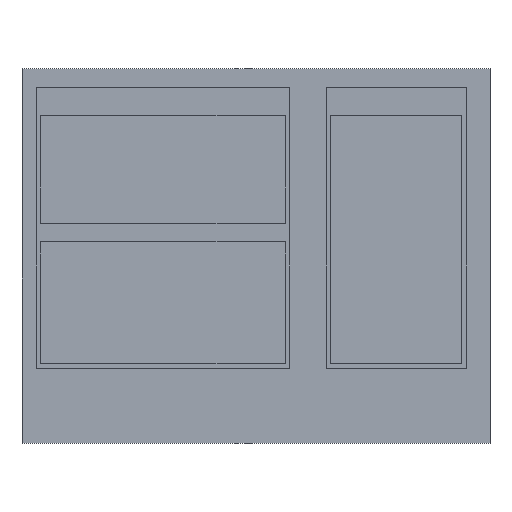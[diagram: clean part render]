
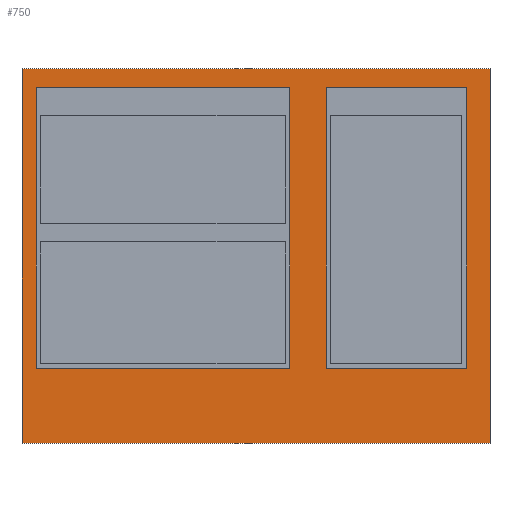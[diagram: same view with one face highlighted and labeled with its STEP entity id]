
A CAD part, top view. The second image highlights one B-rep face of the part: STEP entity #750.
In plain terms, the highlighted planar face has unit normal (0, 0, 1).
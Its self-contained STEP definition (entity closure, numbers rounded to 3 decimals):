
#507=CARTESIAN_POINT('POINT33',(32.5,8.,3.));
#508=VERTEX_POINT('VERTEX33',#507);
#516=CARTESIAN_POINT('POINT34',(32.5,38.,3.));
#517=VERTEX_POINT('VERTEX34',#516);
#524=CARTESIAN_POINT('POS64',(32.5,38.,3.));
#525=DIRECTION('DIR81',(0.,-1.,0.));
#526=VECTOR('VEC47',#525,1.);
#527=LINE('STRAIGHT47',#524,#526);
#528=EDGE_CURVE('EDGE47',#517,#508,#527,.T.);
#538=CARTESIAN_POINT('POINT35',(47.5,8.,3.));
#539=VERTEX_POINT('VERTEX35',#538);
#548=CARTESIAN_POINT('POS67',(32.5,8.,3.));
#549=DIRECTION('DIR85',(1.,0.,0.));
#550=VECTOR('VEC49',#549,1.);
#551=LINE('STRAIGHT49',#548,#550);
#552=EDGE_CURVE('EDGE49',#508,#539,#551,.T.);
#562=CARTESIAN_POINT('POINT36',(47.5,38.,3.));
#563=VERTEX_POINT('VERTEX36',#562);
#572=CARTESIAN_POINT('POS70',(47.5,8.,3.));
#573=DIRECTION('DIR89',(0.,1.,0.));
#574=VECTOR('VEC51',#573,1.);
#575=LINE('STRAIGHT51',#572,#574);
#576=EDGE_CURVE('EDGE51',#539,#563,#575,.T.);
#589=CARTESIAN_POINT('POS72',(47.5,38.,3.));
#590=DIRECTION('DIR92',(-1.,0.,0.));
#591=VECTOR('VEC52',#590,1.);
#592=LINE('STRAIGHT52',#589,#591);
#593=EDGE_CURVE('EDGE52',#563,#517,#592,.T.);
#603=CARTESIAN_POINT('POINT37',(1.5,8.,3.));
#604=VERTEX_POINT('VERTEX37',#603);
#612=CARTESIAN_POINT('POINT38',(1.5,38.,3.));
#613=VERTEX_POINT('VERTEX38',#612);
#620=CARTESIAN_POINT('POS76',(1.5,38.,3.));
#621=DIRECTION('DIR97',(0.,-1.,0.));
#622=VECTOR('VEC55',#621,1.);
#623=LINE('STRAIGHT55',#620,#622);
#624=EDGE_CURVE('EDGE55',#613,#604,#623,.T.);
#634=CARTESIAN_POINT('POINT39',(28.61,8.,3.));
#635=VERTEX_POINT('VERTEX39',#634);
#644=CARTESIAN_POINT('POS79',(1.5,8.,3.));
#645=DIRECTION('DIR101',(1.,0.,0.));
#646=VECTOR('VEC57',#645,1.);
#647=LINE('STRAIGHT57',#644,#646);
#648=EDGE_CURVE('EDGE57',#604,#635,#647,.T.);
#658=CARTESIAN_POINT('POINT40',(28.61,38.,3.));
#659=VERTEX_POINT('VERTEX40',#658);
#668=CARTESIAN_POINT('POS82',(28.61,8.,3.));
#669=DIRECTION('DIR105',(0.,1.,0.));
#670=VECTOR('VEC59',#669,1.);
#671=LINE('STRAIGHT59',#668,#670);
#672=EDGE_CURVE('EDGE59',#635,#659,#671,.T.);
#685=CARTESIAN_POINT('POS84',(28.61,38.,3.));
#686=DIRECTION('DIR108',(-1.,0.,0.));
#687=VECTOR('VEC60',#686,1.);
#688=LINE('STRAIGHT60',#685,#687);
#689=EDGE_CURVE('EDGE60',#659,#613,#688,.T.);
#699=CARTESIAN_POINT('POINT41',(0.,0.,3.));
#700=VERTEX_POINT('VERTEX41',#699);
#701=CARTESIAN_POINT('POINT42',(50.,0.,3.));
#702=VERTEX_POINT('VERTEX42',#701);
#703=CARTESIAN_POINT('POS86',(0.,0.,3.));
#704=DIRECTION('DIR111',(1.,0.,0.));
#705=VECTOR('VEC61',#704,1.);
#706=LINE('STRAIGHT61',#703,#705);
#707=EDGE_CURVE('EDGE61',#700,#702,#706,.T.);
#708=ORIENTED_EDGE('COEDGE113',*,*,#707,.T.);
#709=CARTESIAN_POINT('POINT43',(50.,40.,3.));
#710=VERTEX_POINT('VERTEX43',#709);
#711=CARTESIAN_POINT('POS87',(50.,0.,3.));
#712=DIRECTION('DIR112',(0.,1.,0.));
#713=VECTOR('VEC62',#712,1.);
#714=LINE('STRAIGHT62',#711,#713);
#715=EDGE_CURVE('EDGE62',#702,#710,#714,.T.);
#716=ORIENTED_EDGE('COEDGE114',*,*,#715,.T.);
#717=CARTESIAN_POINT('POINT44',(0.,40.,3.));
#718=VERTEX_POINT('VERTEX44',#717);
#719=CARTESIAN_POINT('POS88',(50.,40.,3.));
#720=DIRECTION('DIR113',(-1.,0.,0.));
#721=VECTOR('VEC63',#720,1.);
#722=LINE('STRAIGHT63',#719,#721);
#723=EDGE_CURVE('EDGE63',#710,#718,#722,.T.);
#724=ORIENTED_EDGE('COEDGE115',*,*,#723,.T.);
#725=CARTESIAN_POINT('POS89',(0.,40.,3.));
#726=DIRECTION('DIR114',(0.,-1.,0.));
#727=VECTOR('VEC64',#726,1.);
#728=LINE('STRAIGHT64',#725,#727);
#729=EDGE_CURVE('EDGE64',#718,#700,#728,.T.);
#730=ORIENTED_EDGE('COEDGE116',*,*,#729,.T.);
#731=EDGE_LOOP('NONE',(#708,#716,#724,#730));
#732=FACE_BOUND('LOOP1',#731,.T.);
#733=ORIENTED_EDGE('COEDGE117',*,*,#689,.F.);
#734=ORIENTED_EDGE('COEDGE118',*,*,#672,.F.);
#735=ORIENTED_EDGE('COEDGE119',*,*,#648,.F.);
#736=ORIENTED_EDGE('COEDGE120',*,*,#624,.F.);
#737=EDGE_LOOP('NONE',(#733,#734,#735,#736));
#738=FACE_BOUND('LOOP1',#737,.T.);
#739=ORIENTED_EDGE('COEDGE121',*,*,#593,.F.);
#740=ORIENTED_EDGE('COEDGE122',*,*,#576,.F.);
#741=ORIENTED_EDGE('COEDGE123',*,*,#552,.F.);
#742=ORIENTED_EDGE('COEDGE124',*,*,#528,.F.);
#743=EDGE_LOOP('NONE',(#739,#740,#741,#742));
#744=FACE_BOUND('LOOP1',#743,.T.);
#745=CARTESIAN_POINT('POS90',(0.,0.,3.));
#746=DIRECTION('DIR115',(0.,0.,1.));
#747=DIRECTION('DIR116',(1.,0.,0.));
#748=AXIS2_PLACEMENT_3D('AXIS26',#745,#746,#747);
#749=PLANE('PLANE26',#748);
#750=ADVANCED_FACE('FACE26',(#732,#738,#744),#749,.T.);
